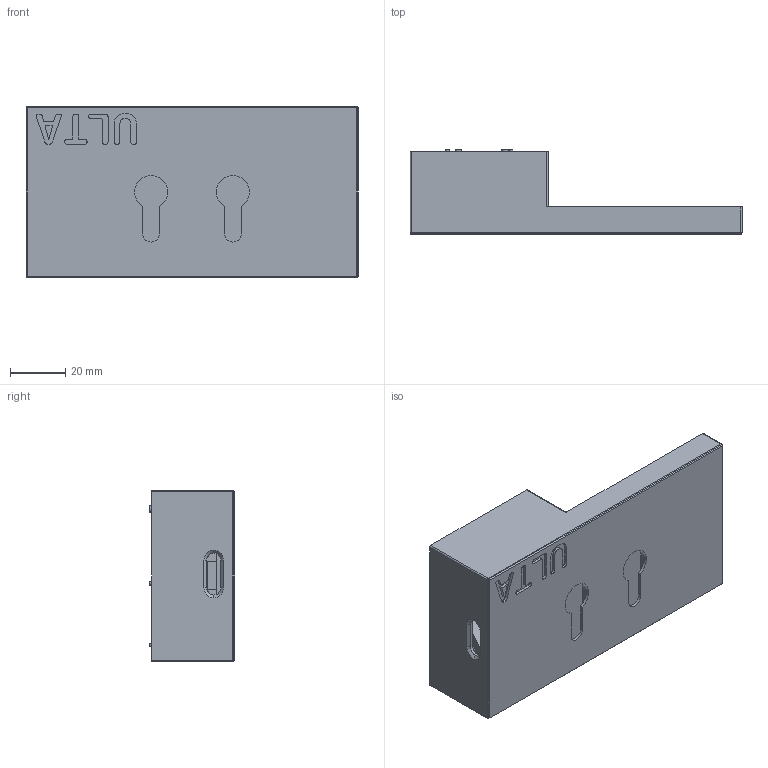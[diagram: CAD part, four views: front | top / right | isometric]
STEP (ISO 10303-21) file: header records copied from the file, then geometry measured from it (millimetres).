
FILE_DESCRIPTION(/* description */ ('STEP AP242 Edition 2','CAx-IF Rec.Pracs.---Representation and Presentation of Product Manufacturing Information (PMI)---4.0---2014-10-13','CAx-IF Rec.Pracs.---3D Tessellated Geometry---0.4---2014-09-14','2;1','CAx-IF Rec.Pracs.---User Defined Attributes---1.5---2016-08-15'),/* implementation_level */ '2;1');
FILE_NAME(/* name */ '697d2c834ebd30078a50cff7',/* time_stamp */ '2026-01-30T22:11:16Z',/* author */ (''),/* organization */ (''),/* preprocessor_version */ 'ST-DEVELOPER v20',/* originating_system */ 'ONSHAPE BY PTC INC, 1.210',/* authorisation */ ' ');
FILE_SCHEMA (('AP242_MANAGED_MODEL_BASED_3D_ENGINEERING_MIM_LF { 1 0 10303 442 3 1 4 }'));
Length unit declared in the file: millimetre
Products named in the file (1): Enclosure
Bounding box: 120 x 30.9 x 62 mm (x, y, z)
Volume: 63087.9 mm3; surface area: 34948.7 mm2
Topology: 1 solids, 1 shells, 247 faces, 642 edges, 420 vertices
Faces by surface type: plane 125, cylinder 80, bspline 30, cone 6, sphere 4, torus 2
Full cylindrical faces by diameter (mm): 1.25 x4, 2.25 x4, 4 x2, 4.2 x8
Entity records: 7552 total; most frequent: CARTESIAN_POINT 1628, ORIENTED_EDGE 1236, DIRECTION 1160, EDGE_CURVE 618, VERTEX_POINT 414, AXIS2_PLACEMENT_3D 390, LINE 380, VECTOR 380
